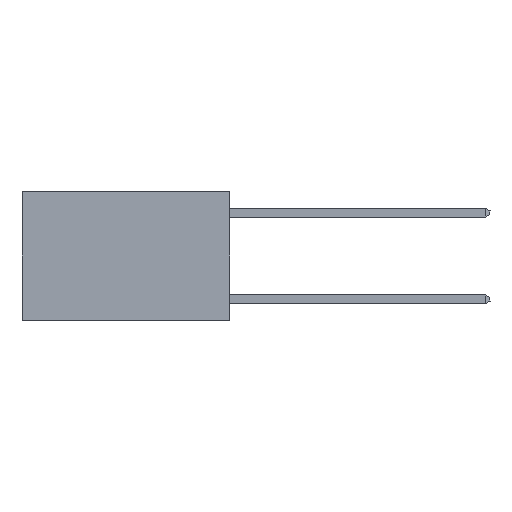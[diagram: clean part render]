
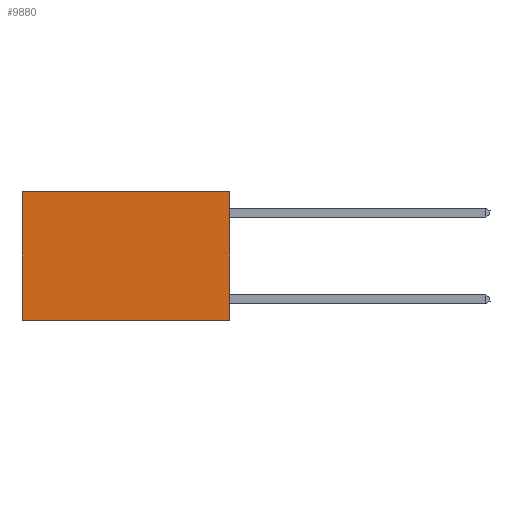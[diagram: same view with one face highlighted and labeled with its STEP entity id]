
A CAD part, left-side view. The second image highlights one B-rep face of the part: STEP entity #9880.
In plain terms, the highlighted planar face has unit normal (-1, 0, 0).
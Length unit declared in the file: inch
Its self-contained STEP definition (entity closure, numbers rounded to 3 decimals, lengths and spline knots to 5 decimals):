
#172 = EDGE_CURVE ( 'NONE', #3700, #664, #20028, .T. ) ;
#664 = VERTEX_POINT ( 'NONE', #5870 ) ;
#666 = CARTESIAN_POINT ( 'NONE',  ( 0.2625, 0., 0. ) ) ;
#1263 = CARTESIAN_POINT ( 'NONE',  ( 0.2625, 0.6, 0. ) ) ;
#1744 = VECTOR ( 'NONE', #4212, 39.37008 ) ;
#2043 = VERTEX_POINT ( 'NONE', #16739 ) ;
#2140 = FACE_OUTER_BOUND ( 'NONE', #5343, .T. ) ;
#2369 = CARTESIAN_POINT ( 'NONE',  ( 0.2625, 0., -0.37 ) ) ;
#2444 = LINE ( 'NONE', #1263, #15120 ) ;
#2500 = ORIENTED_EDGE ( 'NONE', *, *, #8004, .T. ) ;
#3035 = CARTESIAN_POINT ( 'NONE',  ( 0.2625, 0., 0. ) ) ;
#3700 = VERTEX_POINT ( 'NONE', #666 ) ;
#3750 = AXIS2_PLACEMENT_3D ( 'NONE', #14386, #19059, #9694 ) ;
#4212 = DIRECTION ( 'NONE',  ( 0., 0., -1. ) ) ;
#5343 = EDGE_LOOP ( 'NONE', ( #2500, #12022, #6839, #11812 ) ) ;
#5553 = DIRECTION ( 'NONE',  ( 0., 1., 0. ) ) ;
#5870 = CARTESIAN_POINT ( 'NONE',  ( 0.2625, 0., -0.37 ) ) ;
#6140 = EDGE_CURVE ( 'NONE', #3700, #2043, #8320, .T. ) ;
#6277 = DIRECTION ( 'NONE',  ( 0., 1., 0. ) ) ;
#6504 = LINE ( 'NONE', #2369, #17579 ) ;
#6839 = ORIENTED_EDGE ( 'NONE', *, *, #172, .F. ) ;
#8004 = EDGE_CURVE ( 'NONE', #2043, #8444, #2444, .T. ) ;
#8109 = PLANE ( 'NONE',  #3750 ) ;
#8320 = LINE ( 'NONE', #3035, #15686 ) ;
#8444 = VERTEX_POINT ( 'NONE', #18833 ) ;
#9694 = DIRECTION ( 'NONE',  ( 0., 0., -1. ) ) ;
#9880 = ADVANCED_FACE ( 'NONE', ( #2140 ), #8109, .F. ) ;
#10909 = EDGE_CURVE ( 'NONE', #664, #8444, #6504, .T. ) ;
#11812 = ORIENTED_EDGE ( 'NONE', *, *, #6140, .T. ) ;
#12022 = ORIENTED_EDGE ( 'NONE', *, *, #10909, .F. ) ;
#14031 = DIRECTION ( 'NONE',  ( 0., 0., -1. ) ) ;
#14386 = CARTESIAN_POINT ( 'NONE',  ( 0.2625, 0., 0. ) ) ;
#15120 = VECTOR ( 'NONE', #14031, 39.37008 ) ;
#15595 = CARTESIAN_POINT ( 'NONE',  ( 0.2625, 0., 0. ) ) ;
#15686 = VECTOR ( 'NONE', #6277, 39.37008 ) ;
#16739 = CARTESIAN_POINT ( 'NONE',  ( 0.2625, 0.6, 0. ) ) ;
#17579 = VECTOR ( 'NONE', #5553, 39.37008 ) ;
#18833 = CARTESIAN_POINT ( 'NONE',  ( 0.2625, 0.6, -0.37 ) ) ;
#19059 = DIRECTION ( 'NONE',  ( 1., 0., 0. ) ) ;
#20028 = LINE ( 'NONE', #15595, #1744 ) ;
